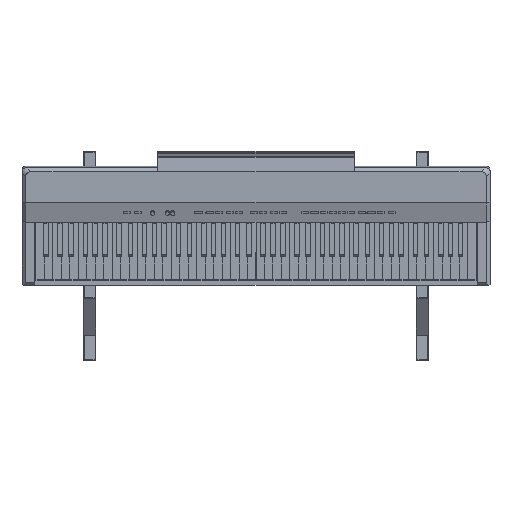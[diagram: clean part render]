
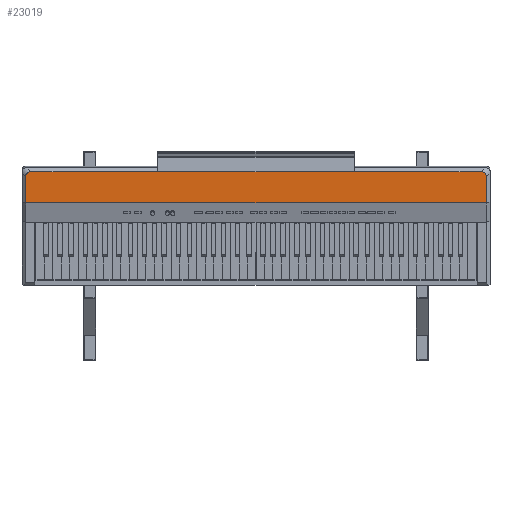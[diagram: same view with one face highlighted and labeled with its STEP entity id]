
A CAD part, top view. The second image highlights one B-rep face of the part: STEP entity #23019.
In plain terms, the highlighted face is planar.
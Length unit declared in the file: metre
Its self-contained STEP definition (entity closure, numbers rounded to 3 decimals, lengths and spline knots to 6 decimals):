
#149=ELLIPSE('',#25442,0.034641,0.02);
#150=ELLIPSE('',#25443,0.034641,0.02);
#1262=ORIENTED_EDGE('',*,*,#7757,.T.);
#1263=ORIENTED_EDGE('',*,*,#7758,.T.);
#1264=ORIENTED_EDGE('',*,*,#7759,.T.);
#1265=ORIENTED_EDGE('',*,*,#7760,.F.);
#1266=ORIENTED_EDGE('',*,*,#7761,.T.);
#1267=ORIENTED_EDGE('',*,*,#7762,.T.);
#1268=ORIENTED_EDGE('',*,*,#7763,.T.);
#1269=ORIENTED_EDGE('',*,*,#7667,.T.);
#7667=EDGE_CURVE('',#10928,#10927,#13065,.T.);
#7757=EDGE_CURVE('',#10927,#11011,#13125,.T.);
#7758=EDGE_CURVE('',#11011,#11012,#149,.F.);
#7759=EDGE_CURVE('',#11012,#11013,#13126,.T.);
#7760=EDGE_CURVE('',#11014,#11013,#13127,.T.);
#7761=EDGE_CURVE('',#11014,#11015,#13128,.T.);
#7762=EDGE_CURVE('',#11015,#11016,#150,.F.);
#7763=EDGE_CURVE('',#11016,#10928,#13129,.T.);
#10927=VERTEX_POINT('',#33682);
#10928=VERTEX_POINT('',#33684);
#11011=VERTEX_POINT('',#33865);
#11012=VERTEX_POINT('',#33867);
#11013=VERTEX_POINT('',#33869);
#11014=VERTEX_POINT('',#33871);
#11015=VERTEX_POINT('',#33873);
#11016=VERTEX_POINT('',#33875);
#13065=LINE('',#33683,#16102);
#13125=LINE('',#33864,#16162);
#13126=LINE('',#33868,#16163);
#13127=LINE('',#33870,#16164);
#13128=LINE('',#33872,#16165);
#13129=LINE('',#33876,#16166);
#16102=VECTOR('',#27266,1.);
#16162=VECTOR('',#27402,1.);
#16163=VECTOR('',#27405,1.);
#16164=VECTOR('',#27406,1.);
#16165=VECTOR('',#27407,1.);
#16166=VECTOR('',#27410,1.);
#19075=EDGE_LOOP('',(#1262,#1263,#1264,#1265,#1266,#1267,#1268,#1269));
#20458=FACE_BOUND('',#19075,.T.);
#21817=PLANE('',#25441);
#23019=ADVANCED_FACE('',(#20458),#21817,.F.);
#25441=AXIS2_PLACEMENT_3D('',#33863,#27400,#27401);
#25442=AXIS2_PLACEMENT_3D('',#33866,#27403,#27404);
#25443=AXIS2_PLACEMENT_3D('',#33874,#27408,#27409);
#27266=DIRECTION('',(1.,0.,0.));
#27400=DIRECTION('',(0.,0.,-1.));
#27401=DIRECTION('',(-1.,0.,0.));
#27402=DIRECTION('',(0.,1.,0.));
#27403=DIRECTION('',(0.,0.,-1.));
#27404=DIRECTION('',(0.707,0.707,0.));
#27405=DIRECTION('',(-1.,0.,0.));
#27406=DIRECTION('',(1.,0.,0.));
#27407=DIRECTION('',(-1.,0.,0.));
#27408=DIRECTION('',(0.,0.,-1.));
#27409=DIRECTION('',(0.707,-0.707,0.));
#27410=DIRECTION('',(0.,-1.,0.));
#33682=CARTESIAN_POINT('',(0.626,0.065,0.11));
#33683=CARTESIAN_POINT('',(-0.636002,0.065,0.11));
#33684=CARTESIAN_POINT('',(-0.626,0.065,0.11));
#33863=CARTESIAN_POINT('',(-0.636002,0.1125,0.11));
#33864=CARTESIAN_POINT('',(0.626,0.16,0.11));
#33865=CARTESIAN_POINT('',(0.626,0.135858,0.11));
#33866=CARTESIAN_POINT('',(0.597716,0.121716,0.11));
#33867=CARTESIAN_POINT('',(0.611858,0.15,0.11));
#33868=CARTESIAN_POINT('',(-0.636002,0.15,0.11));
#33869=CARTESIAN_POINT('',(0.2675,0.15,0.11));
#33870=CARTESIAN_POINT('',(-0.2675,0.15,0.11));
#33871=CARTESIAN_POINT('',(-0.2675,0.15,0.11));
#33872=CARTESIAN_POINT('',(-0.636002,0.15,0.11));
#33873=CARTESIAN_POINT('',(-0.611858,0.15,0.11));
#33874=CARTESIAN_POINT('',(-0.597716,0.121716,0.11));
#33875=CARTESIAN_POINT('',(-0.626,0.135858,0.11));
#33876=CARTESIAN_POINT('',(-0.626,0.1125,0.11));
